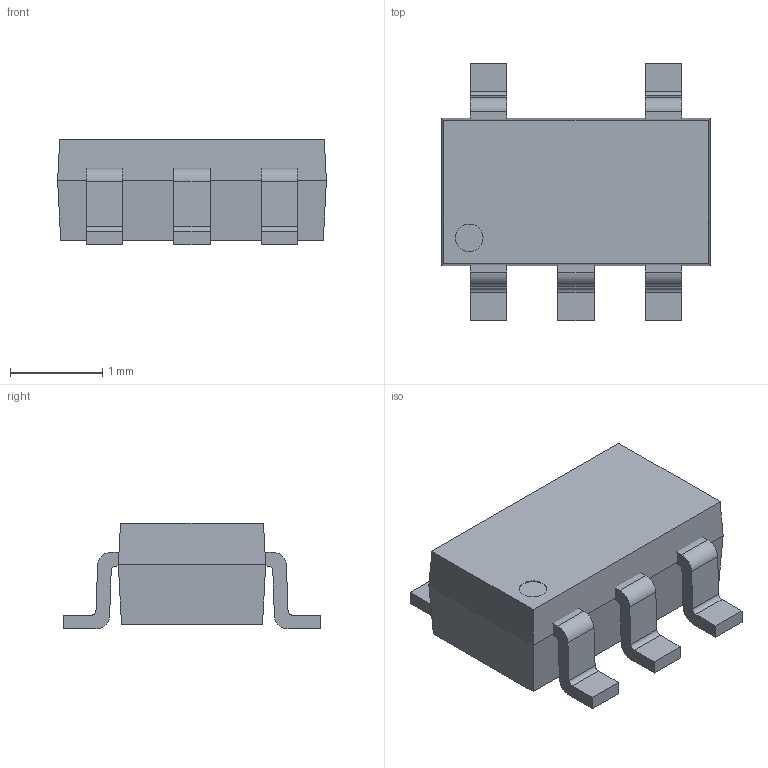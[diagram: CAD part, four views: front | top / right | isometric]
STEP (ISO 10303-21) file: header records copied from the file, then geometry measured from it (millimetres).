
FILE_DESCRIPTION (( 'STEP AP214' ), '1' );
FILE_NAME ('RPV6501.STEP', '2025-10-13T06:59:25', ( '' ), ( '' ), 'SwSTEP 2.0', 'SolidWorks 2024', '' );
FILE_SCHEMA (( 'AUTOMOTIVE_DESIGN' ));
Length unit declared in the file: millimetre
Products named in the file (3): pin^RPV6501_默认; RPV6501-body_默认; RPV6501
Assembly tree (6 placements, depth 2):
  RPV6501
    RPV6501-body_默认
    pin^RPV6501_默认  x5
Bounding box: 2.92 x 2.8 x 1.15 mm (x, y, z)
Volume: 5.4 mm3; surface area: 26.2 mm2
Topology: 6 solids, 6 shells, 83 faces, 206 edges, 136 vertices
Faces by surface type: plane 61, cylinder 22
Entity records: 876 total; most frequent: DIRECTION 146, CARTESIAN_POINT 138, ORIENTED_EDGE 124, EDGE_CURVE 62, VECTOR 50, LINE 50, AXIS2_PLACEMENT_3D 48, VERTEX_POINT 40
